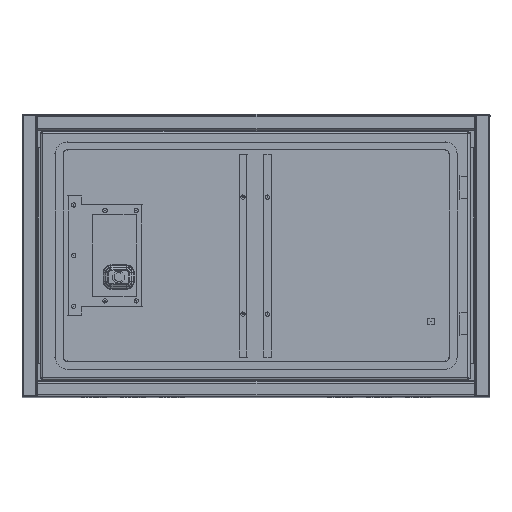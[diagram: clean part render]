
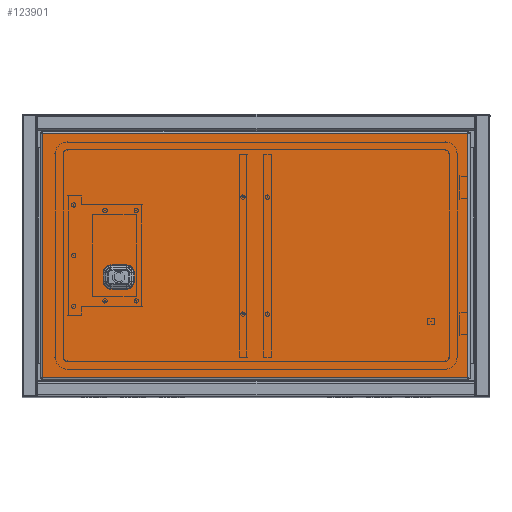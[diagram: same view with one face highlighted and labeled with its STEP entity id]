
A CAD part, top view. The second image highlights one B-rep face of the part: STEP entity #123901.
In plain terms, the highlighted planar face has unit normal (0, 0, 1).
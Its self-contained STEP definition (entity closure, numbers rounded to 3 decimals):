
#2330 = DIRECTION ( 'NONE',  ( 1., 0., 0. ) ) ;
#2630 = LINE ( 'NONE', #120792, #24030 ) ;
#4334 = LINE ( 'NONE', #47009, #43242 ) ;
#4952 = CARTESIAN_POINT ( 'NONE',  ( 223.9, 96.5, -4.6 ) ) ;
#7104 = DIRECTION ( 'NONE',  ( 0., 0., 1. ) ) ;
#10271 = PLANE ( 'NONE',  #72798 ) ;
#10928 = EDGE_CURVE ( 'NONE', #76485, #115449, #58567, .T. ) ;
#11046 = ORIENTED_EDGE ( 'NONE', *, *, #81778, .T. ) ;
#11598 = AXIS2_PLACEMENT_3D ( 'NONE', #66466, #107690, #23106 ) ;
#12632 = ORIENTED_EDGE ( 'NONE', *, *, #76179, .F. ) ;
#13157 = CIRCLE ( 'NONE', #69103, 3.5 ) ;
#14984 = EDGE_CURVE ( 'NONE', #86322, #52672, #4334, .T. ) ;
#15160 = VECTOR ( 'NONE', #46000, 1000. ) ;
#16410 = ORIENTED_EDGE ( 'NONE', *, *, #95994, .T. ) ;
#17005 = LINE ( 'NONE', #123957, #26046 ) ;
#18347 = EDGE_CURVE ( 'NONE', #44534, #112103, #104017, .T. ) ;
#19342 = DIRECTION ( 'NONE',  ( 1., 0., 0. ) ) ;
#19377 = EDGE_LOOP ( 'NONE', ( #16410, #119777 ) ) ;
#20096 = CARTESIAN_POINT ( 'NONE',  ( -276.6, 21.5, -4.6 ) ) ;
#21305 = EDGE_CURVE ( 'NONE', #53755, #44534, #2630, .T. ) ;
#23106 = DIRECTION ( 'NONE',  ( -1., 0., 0. ) ) ;
#23921 = CARTESIAN_POINT ( 'NONE',  ( -182.733, 157., -4.6 ) ) ;
#24030 = VECTOR ( 'NONE', #45317, 1000. ) ;
#26001 = DIRECTION ( 'NONE',  ( 1., 0., 0. ) ) ;
#26046 = VECTOR ( 'NONE', #100906, 1000. ) ;
#26247 = ORIENTED_EDGE ( 'NONE', *, *, #104942, .F. ) ;
#27144 = ORIENTED_EDGE ( 'NONE', *, *, #60794, .F. ) ;
#29717 = VERTEX_POINT ( 'NONE', #129423 ) ;
#31398 = AXIS2_PLACEMENT_3D ( 'NONE', #98137, #78582, #2330 ) ;
#32155 = CARTESIAN_POINT ( 'NONE',  ( -162.1, 153.5, -4.6 ) ) ;
#34513 = CARTESIAN_POINT ( 'NONE',  ( 271.4, 337.5, -4.6 ) ) ;
#35833 = VERTEX_POINT ( 'NONE', #121113 ) ;
#38207 = AXIS2_PLACEMENT_3D ( 'NONE', #106492, #75086, #97393 ) ;
#41084 = FACE_BOUND ( 'NONE', #19377, .T. ) ;
#41160 = EDGE_LOOP ( 'NONE', ( #11046, #62742, #43781, #113269 ) ) ;
#42070 = ORIENTED_EDGE ( 'NONE', *, *, #21305, .F. ) ;
#42592 = DIRECTION ( 'NONE',  ( -1., 0., 0. ) ) ;
#43242 = VECTOR ( 'NONE', #89655, 1000. ) ;
#43781 = ORIENTED_EDGE ( 'NONE', *, *, #69005, .T. ) ;
#44534 = VERTEX_POINT ( 'NONE', #101975 ) ;
#44652 = LINE ( 'NONE', #118756, #68500 ) ;
#45317 = DIRECTION ( 'NONE',  ( 1., 0., 0. ) ) ;
#46000 = DIRECTION ( 'NONE',  ( 1., 0., 0. ) ) ;
#46991 = DIRECTION ( 'NONE',  ( 0., 0., 1. ) ) ;
#47009 = CARTESIAN_POINT ( 'NONE',  ( 271.4, 23.501, -4.6 ) ) ;
#47139 = CARTESIAN_POINT ( 'NONE',  ( 224.4, 96.5, -4.6 ) ) ;
#47675 = CARTESIAN_POINT ( 'NONE',  ( -165.6, 153.5, -4.6 ) ) ;
#50192 = DIRECTION ( 'NONE',  ( 0., 0., -1. ) ) ;
#52207 = DIRECTION ( 'NONE',  ( 0., 0., 1. ) ) ;
#52628 = VERTEX_POINT ( 'NONE', #76510 ) ;
#52672 = VERTEX_POINT ( 'NONE', #34513 ) ;
#53180 = EDGE_LOOP ( 'NONE', ( #104347, #12632, #137692, #57603, #76320, #26247, #112019, #42070, #27144 ) ) ;
#53755 = VERTEX_POINT ( 'NONE', #90440 ) ;
#55551 = CARTESIAN_POINT ( 'NONE',  ( -186.6, 157., -4.6 ) ) ;
#56563 = VECTOR ( 'NONE', #128773, 1000. ) ;
#57603 = ORIENTED_EDGE ( 'NONE', *, *, #76648, .F. ) ;
#58567 = LINE ( 'NONE', #92607, #15160 ) ;
#59426 = AXIS2_PLACEMENT_3D ( 'NONE', #47675, #46991, #26001 ) ;
#60014 = CARTESIAN_POINT ( 'NONE',  ( -169.467, 157., -4.6 ) ) ;
#60794 = EDGE_CURVE ( 'NONE', #115449, #53755, #113916, .T. ) ;
#61019 = CARTESIAN_POINT ( 'NONE',  ( -273.6, 337.5, -4.6 ) ) ;
#62742 = ORIENTED_EDGE ( 'NONE', *, *, #14984, .T. ) ;
#62868 = EDGE_CURVE ( 'NONE', #29717, #94767, #121110, .T. ) ;
#66466 = CARTESIAN_POINT ( 'NONE',  ( 224.4, 96.5, -4.6 ) ) ;
#67278 = CIRCLE ( 'NONE', #38207, 7.5 ) ;
#68500 = VECTOR ( 'NONE', #42592, 1000. ) ;
#68723 = DIRECTION ( 'NONE',  ( 1., 0., 0. ) ) ;
#69005 = EDGE_CURVE ( 'NONE', #52672, #79116, #44652, .T. ) ;
#69103 = AXIS2_PLACEMENT_3D ( 'NONE', #125262, #7104, #68723 ) ;
#70216 = CARTESIAN_POINT ( 'NONE',  ( 271.4, 24.5, -4.6 ) ) ;
#70518 = DIRECTION ( 'NONE',  ( -1., 0., 0. ) ) ;
#72576 = LINE ( 'NONE', #60014, #72660 ) ;
#72660 = VECTOR ( 'NONE', #70518, 1000. ) ;
#72798 = AXIS2_PLACEMENT_3D ( 'NONE', #20096, #50192, #82381 ) ;
#75086 = DIRECTION ( 'NONE',  ( 0., 0., 1. ) ) ;
#76179 = EDGE_CURVE ( 'NONE', #119961, #76485, #85334, .T. ) ;
#76320 = ORIENTED_EDGE ( 'NONE', *, *, #131976, .F. ) ;
#76485 = VERTEX_POINT ( 'NONE', #111494 ) ;
#76510 = CARTESIAN_POINT ( 'NONE',  ( -165.6, 157., -4.6 ) ) ;
#76648 = EDGE_CURVE ( 'NONE', #35833, #129658, #67278, .T. ) ;
#78000 = DIRECTION ( 'NONE',  ( 1., 0., 0. ) ) ;
#78582 = DIRECTION ( 'NONE',  ( 0., 0., 1. ) ) ;
#79116 = VERTEX_POINT ( 'NONE', #61019 ) ;
#81778 = EDGE_CURVE ( 'NONE', #83285, #86322, #85701, .T. ) ;
#82381 = DIRECTION ( 'NONE',  ( -1., 0., 0. ) ) ;
#83285 = VERTEX_POINT ( 'NONE', #112180 ) ;
#85334 = CIRCLE ( 'NONE', #107659, 3.5 ) ;
#85701 = LINE ( 'NONE', #128310, #103773 ) ;
#86322 = VERTEX_POINT ( 'NONE', #70216 ) ;
#88228 = LINE ( 'NONE', #98014, #56563 ) ;
#89655 = DIRECTION ( 'NONE',  ( 0., 1., 0. ) ) ;
#90440 = CARTESIAN_POINT ( 'NONE',  ( -169.467, 150., -4.6 ) ) ;
#92607 = CARTESIAN_POINT ( 'NONE',  ( -186.6, 150., -4.6 ) ) ;
#94767 = VERTEX_POINT ( 'NONE', #4952 ) ;
#95994 = EDGE_CURVE ( 'NONE', #94767, #29717, #108128, .T. ) ;
#97332 = CARTESIAN_POINT ( 'NONE',  ( -182.733, 150., -4.6 ) ) ;
#97393 = DIRECTION ( 'NONE',  ( 1., 0., 0. ) ) ;
#98014 = CARTESIAN_POINT ( 'NONE',  ( -186.6, 157., -4.6 ) ) ;
#98137 = CARTESIAN_POINT ( 'NONE',  ( -176.1, 153.5, -4.6 ) ) ;
#100906 = DIRECTION ( 'NONE',  ( 0., -1., 0. ) ) ;
#101975 = CARTESIAN_POINT ( 'NONE',  ( -165.6, 150., -4.6 ) ) ;
#103290 = FACE_BOUND ( 'NONE', #53180, .T. ) ;
#103773 = VECTOR ( 'NONE', #78000, 1000. ) ;
#104017 = CIRCLE ( 'NONE', #59426, 3.5 ) ;
#104347 = ORIENTED_EDGE ( 'NONE', *, *, #10928, .F. ) ;
#104942 = EDGE_CURVE ( 'NONE', #112103, #52628, #13157, .T. ) ;
#106492 = CARTESIAN_POINT ( 'NONE',  ( -176.1, 153.5, -4.6 ) ) ;
#107659 = AXIS2_PLACEMENT_3D ( 'NONE', #126992, #52207, #19342 ) ;
#107690 = DIRECTION ( 'NONE',  ( 0., 0., -1. ) ) ;
#108128 = CIRCLE ( 'NONE', #128189, 0.5 ) ;
#111494 = CARTESIAN_POINT ( 'NONE',  ( -186.6, 150., -4.6 ) ) ;
#111772 = EDGE_CURVE ( 'NONE', #129658, #119961, #88228, .T. ) ;
#112019 = ORIENTED_EDGE ( 'NONE', *, *, #18347, .F. ) ;
#112103 = VERTEX_POINT ( 'NONE', #32155 ) ;
#112180 = CARTESIAN_POINT ( 'NONE',  ( -273.6, 24.5, -4.6 ) ) ;
#113269 = ORIENTED_EDGE ( 'NONE', *, *, #124329, .T. ) ;
#113916 = CIRCLE ( 'NONE', #31398, 7.5 ) ;
#115449 = VERTEX_POINT ( 'NONE', #97332 ) ;
#118756 = CARTESIAN_POINT ( 'NONE',  ( 272.399, 337.5, -4.6 ) ) ;
#119777 = ORIENTED_EDGE ( 'NONE', *, *, #62868, .T. ) ;
#119961 = VERTEX_POINT ( 'NONE', #55551 ) ;
#120792 = CARTESIAN_POINT ( 'NONE',  ( -169.467, 150., -4.6 ) ) ;
#121110 = CIRCLE ( 'NONE', #11598, 0.5 ) ;
#121113 = CARTESIAN_POINT ( 'NONE',  ( -169.467, 157., -4.6 ) ) ;
#121235 = DIRECTION ( 'NONE',  ( -1., 0., 0. ) ) ;
#123901 = ADVANCED_FACE ( 'NONE', ( #41084, #103290, #136160 ), #10271, .F. ) ;
#123957 = CARTESIAN_POINT ( 'NONE',  ( -273.6, 338.499, -4.6 ) ) ;
#124329 = EDGE_CURVE ( 'NONE', #79116, #83285, #17005, .T. ) ;
#125262 = CARTESIAN_POINT ( 'NONE',  ( -165.6, 153.5, -4.6 ) ) ;
#126992 = CARTESIAN_POINT ( 'NONE',  ( -186.6, 153.5, -4.6 ) ) ;
#128189 = AXIS2_PLACEMENT_3D ( 'NONE', #47139, #131733, #121235 ) ;
#128310 = CARTESIAN_POINT ( 'NONE',  ( -274.599, 24.5, -4.6 ) ) ;
#128773 = DIRECTION ( 'NONE',  ( -1., 0., 0. ) ) ;
#129423 = CARTESIAN_POINT ( 'NONE',  ( 224.9, 96.5, -4.6 ) ) ;
#129658 = VERTEX_POINT ( 'NONE', #23921 ) ;
#131733 = DIRECTION ( 'NONE',  ( 0., 0., -1. ) ) ;
#131976 = EDGE_CURVE ( 'NONE', #52628, #35833, #72576, .T. ) ;
#136160 = FACE_OUTER_BOUND ( 'NONE', #41160, .T. ) ;
#137692 = ORIENTED_EDGE ( 'NONE', *, *, #111772, .F. ) ;
